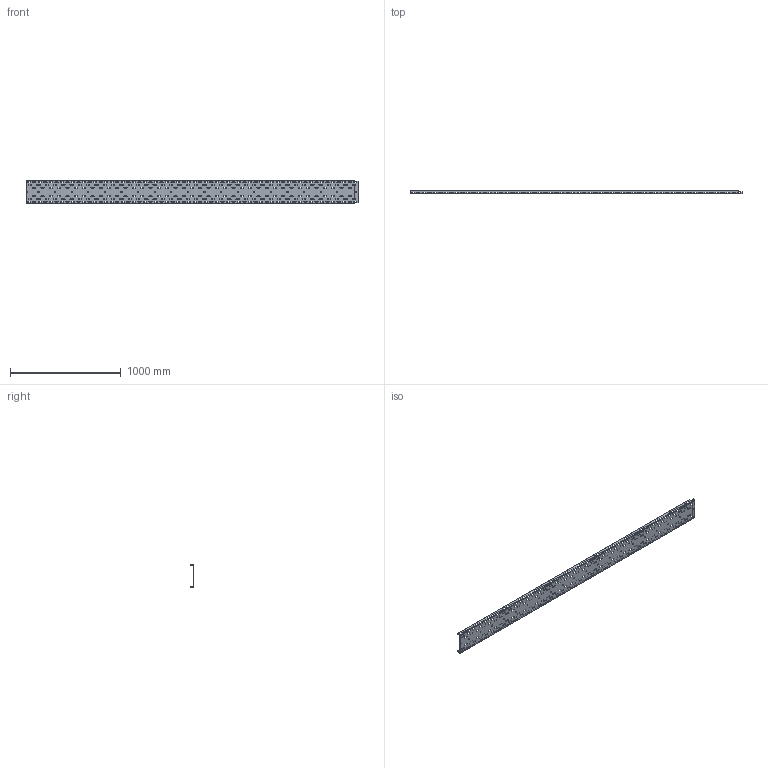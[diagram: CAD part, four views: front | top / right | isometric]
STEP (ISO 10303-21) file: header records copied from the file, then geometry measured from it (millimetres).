
FILE_DESCRIPTION (( 'STEP AP203' ), '1' );
FILE_NAME ('CLP10-035-200-070-3 Ëîòîê ïåðôîðèðîâàííûé 35õ200õ3000, 0,7ìì.STEP', '2016-02-04T09:24:10', ( '' ), ( '' ), 'SwSTEP 2.0', 'SolidWorks 2014', '' );
FILE_SCHEMA (( 'CONFIG_CONTROL_DESIGN' ));
Length unit declared in the file: millimetre
Products named in the file (1): CLP10-035-200-070-3 Ëîòîê ïåðôîðèðîâàííûé 35õ200õ3000, 0,7ìì
Bounding box: 3000 x 35 x 200 mm (x, y, z)
Volume: 538076.8 mm3; surface area: 1561413.9 mm2
Topology: 1 solids, 1 shells, 1683 faces, 5090 edges, 3397 vertices
Faces by surface type: plane 868, cylinder 815
Full cylindrical faces by diameter (mm): 11 x19
Entity records: 58989 total; most frequent: CARTESIAN_POINT 10114, ORIENTED_EDGE 10104, DIRECTION 10050, EDGE_CURVE 5052, LINE 3422, VECTOR 3422, VERTEX_POINT 3378, AXIS2_PLACEMENT_3D 3314
